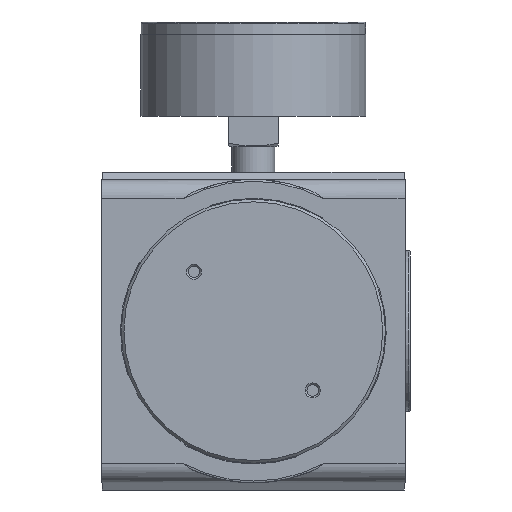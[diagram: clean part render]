
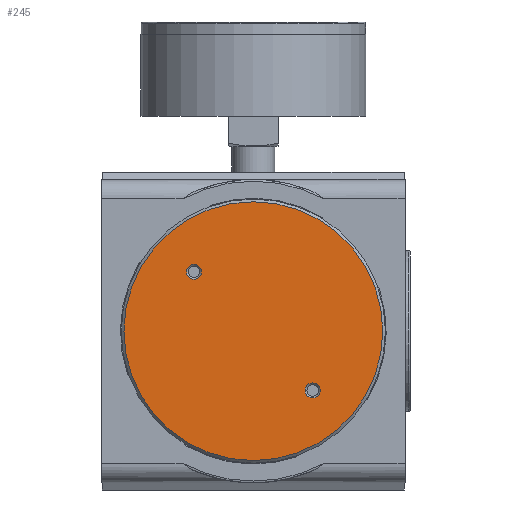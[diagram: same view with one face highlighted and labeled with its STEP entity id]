
A CAD part, front view. The second image highlights one B-rep face of the part: STEP entity #245.
In plain terms, the highlighted planar face has unit normal (0, -1, 0).
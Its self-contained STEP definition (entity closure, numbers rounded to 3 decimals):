
#245 = ADVANCED_FACE( '', ( #680, #681, #682 ), #683, .F. );
#680 = FACE_BOUND( '', #1427, .T. );
#681 = FACE_BOUND( '', #1428, .T. );
#682 = FACE_OUTER_BOUND( '', #1429, .T. );
#683 = PLANE( '', #1430 );
#1427 = EDGE_LOOP( '', ( #2554 ) );
#1428 = EDGE_LOOP( '', ( #2555 ) );
#1429 = EDGE_LOOP( '', ( #2556 ) );
#1430 = AXIS2_PLACEMENT_3D( '', #2557, #2558, #2559 );
#2554 = ORIENTED_EDGE( '', *, *, #4655, .F. );
#2555 = ORIENTED_EDGE( '', *, *, #4658, .F. );
#2556 = ORIENTED_EDGE( '', *, *, #4661, .T. );
#2557 = CARTESIAN_POINT( '', ( 36.25, -3., 0. ) );
#2558 = DIRECTION( '', ( 0., 1., 0. ) );
#2559 = DIRECTION( '', ( 0., 0., 1. ) );
#4655 = EDGE_CURVE( '', #5547, #5547, #5548, .T. );
#4658 = EDGE_CURVE( '', #5553, #5553, #5554, .T. );
#4661 = EDGE_CURVE( '', #5559, #5559, #5560, .T. );
#5547 = VERTEX_POINT( '', #6950 );
#5548 = CIRCLE( '', #6951, 2.1 );
#5553 = VERTEX_POINT( '', #6956 );
#5554 = CIRCLE( '', #6957, 2.1 );
#5559 = VERTEX_POINT( '', #6962 );
#5560 = CIRCLE( '', #6963, 36.25 );
#6950 = CARTESIAN_POINT( '', ( 16.617, -3., -18.717 ) );
#6951 = AXIS2_PLACEMENT_3D( '', #8662, #8663, #8664 );
#6956 = CARTESIAN_POINT( '', ( -16.617, -3., 14.517 ) );
#6957 = AXIS2_PLACEMENT_3D( '', #8671, #8672, #8673 );
#6962 = CARTESIAN_POINT( '', ( 0., -3., -36.25 ) );
#6963 = AXIS2_PLACEMENT_3D( '', #8680, #8681, #8682 );
#8662 = CARTESIAN_POINT( '', ( 16.617, -3., -16.617 ) );
#8663 = DIRECTION( '', ( 0., -1., 0. ) );
#8664 = DIRECTION( '', ( 0., 0., -1. ) );
#8671 = CARTESIAN_POINT( '', ( -16.617, -3., 16.617 ) );
#8672 = DIRECTION( '', ( 0., -1., 0. ) );
#8673 = DIRECTION( '', ( 0., 0., -1. ) );
#8680 = CARTESIAN_POINT( '', ( 0., -3., 0. ) );
#8681 = DIRECTION( '', ( 0., -1., 0. ) );
#8682 = DIRECTION( '', ( 0., 0., -1. ) );
